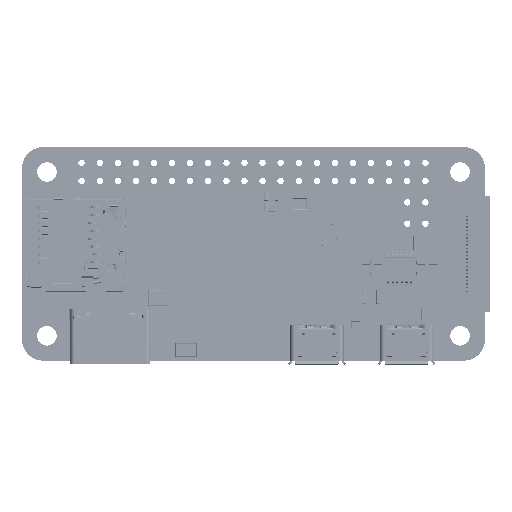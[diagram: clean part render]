
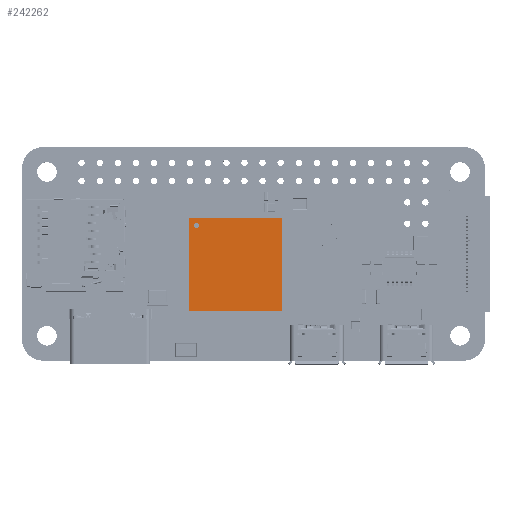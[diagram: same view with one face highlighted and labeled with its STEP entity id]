
A CAD part, top view. The second image highlights one B-rep face of the part: STEP entity #242262.
In plain terms, the highlighted planar face has unit normal (0, 0, 1).
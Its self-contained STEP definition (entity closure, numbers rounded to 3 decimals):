
#588 = LINE ( 'NONE', #152815, #167239 ) ;
#791 = EDGE_CURVE ( 'NONE', #30567, #184311, #246258, .T. ) ;
#1346 = DIRECTION ( 'NONE',  ( -1., 0., 0. ) ) ;
#6142 = DIRECTION ( 'NONE',  ( 1., 0., 0. ) ) ;
#9176 = LINE ( 'NONE', #63373, #58128 ) ;
#9330 = AXIS2_PLACEMENT_3D ( 'NONE', #94090, #92871, #91025 ) ;
#9646 = ORIENTED_EDGE ( 'NONE', *, *, #94787, .F. ) ;
#11844 = EDGE_CURVE ( 'NONE', #97667, #220962, #91527, .T. ) ;
#19848 = CARTESIAN_POINT ( 'NONE',  ( 36.5, 7., 2.3 ) ) ;
#25561 = CARTESIAN_POINT ( 'NONE',  ( 30., 7., 2.3 ) ) ;
#25835 = ORIENTED_EDGE ( 'NONE', *, *, #69068, .T. ) ;
#30168 = DIRECTION ( 'NONE',  ( 0., 0., 1. ) ) ;
#30263 = ORIENTED_EDGE ( 'NONE', *, *, #41998, .F. ) ;
#30567 = VERTEX_POINT ( 'NONE', #226965 ) ;
#34148 = ORIENTED_EDGE ( 'NONE', *, *, #42682, .F. ) ;
#40150 = CARTESIAN_POINT ( 'NONE',  ( 23.5, 7., 2.3 ) ) ;
#41998 = EDGE_CURVE ( 'NONE', #135276, #140698, #588, .T. ) ;
#42682 = EDGE_CURVE ( 'NONE', #184311, #30567, #248272, .T. ) ;
#51953 = LINE ( 'NONE', #25561, #107460 ) ;
#57710 = EDGE_LOOP ( 'NONE', ( #30263, #25835, #211924, #9646 ) ) ;
#58128 = VECTOR ( 'NONE', #1346, 1000. ) ;
#59514 = DIRECTION ( 'NONE',  ( 0., -1., 0. ) ) ;
#63373 = CARTESIAN_POINT ( 'NONE',  ( 30., 20., 2.3 ) ) ;
#69068 = EDGE_CURVE ( 'NONE', #135276, #97667, #9176, .T. ) ;
#91025 = DIRECTION ( 'NONE',  ( 1., 0., 0. ) ) ;
#91527 = LINE ( 'NONE', #122563, #258258 ) ;
#92871 = DIRECTION ( 'NONE',  ( 0., 0., 1. ) ) ;
#94090 = CARTESIAN_POINT ( 'NONE',  ( 24.5, 19., 2.3 ) ) ;
#94787 = EDGE_CURVE ( 'NONE', #140698, #220962, #51953, .T. ) ;
#97667 = VERTEX_POINT ( 'NONE', #243981 ) ;
#107460 = VECTOR ( 'NONE', #150592, 1000. ) ;
#110803 = DIRECTION ( 'NONE',  ( 0., -1., 0. ) ) ;
#121336 = FACE_BOUND ( 'NONE', #182559, .T. ) ;
#122563 = CARTESIAN_POINT ( 'NONE',  ( 23.5, -0.941, 2.3 ) ) ;
#131181 = DIRECTION ( 'NONE',  ( 0., 0., 1. ) ) ;
#131310 = ORIENTED_EDGE ( 'NONE', *, *, #791, .F. ) ;
#135276 = VERTEX_POINT ( 'NONE', #251297 ) ;
#140698 = VERTEX_POINT ( 'NONE', #19848 ) ;
#141433 = AXIS2_PLACEMENT_3D ( 'NONE', #155193, #30168, #176229 ) ;
#150592 = DIRECTION ( 'NONE',  ( -1., 0., 0. ) ) ;
#151331 = CARTESIAN_POINT ( 'NONE',  ( 30., -0.941, 2.3 ) ) ;
#152815 = CARTESIAN_POINT ( 'NONE',  ( 36.5, -0.941, 2.3 ) ) ;
#155193 = CARTESIAN_POINT ( 'NONE',  ( 24.5, 19., 2.3 ) ) ;
#166048 = CARTESIAN_POINT ( 'NONE',  ( 24.15, 19., 2.3 ) ) ;
#167239 = VECTOR ( 'NONE', #110803, 1000. ) ;
#176229 = DIRECTION ( 'NONE',  ( 1., 0., 0. ) ) ;
#182559 = EDGE_LOOP ( 'NONE', ( #131310, #34148 ) ) ;
#184311 = VERTEX_POINT ( 'NONE', #166048 ) ;
#201975 = AXIS2_PLACEMENT_3D ( 'NONE', #151331, #131181, #6142 ) ;
#211924 = ORIENTED_EDGE ( 'NONE', *, *, #11844, .T. ) ;
#219323 = FACE_OUTER_BOUND ( 'NONE', #57710, .T. ) ;
#220962 = VERTEX_POINT ( 'NONE', #40150 ) ;
#226965 = CARTESIAN_POINT ( 'NONE',  ( 24.85, 19., 2.3 ) ) ;
#242262 = ADVANCED_FACE ( 'NONE', ( #121336, #219323 ), #256399, .T. ) ;
#243981 = CARTESIAN_POINT ( 'NONE',  ( 23.5, 20., 2.3 ) ) ;
#246258 = CIRCLE ( 'NONE', #9330, 0.35 ) ;
#248272 = CIRCLE ( 'NONE', #141433, 0.35 ) ;
#251297 = CARTESIAN_POINT ( 'NONE',  ( 36.5, 20., 2.3 ) ) ;
#256399 = PLANE ( 'NONE',  #201975 ) ;
#258258 = VECTOR ( 'NONE', #59514, 1000. ) ;
